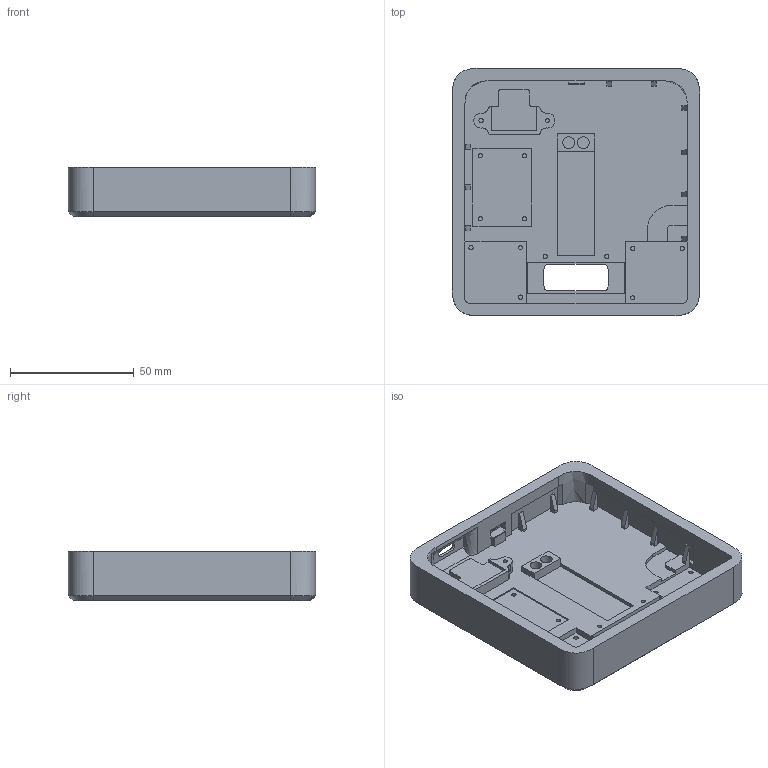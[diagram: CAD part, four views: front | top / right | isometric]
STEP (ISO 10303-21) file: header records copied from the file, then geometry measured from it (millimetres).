
FILE_DESCRIPTION(/* description */ ('STEP AP242','CAx-IF Rec.Pracs.---Representation and Presentation of Product Manufacturing Information (PMI)---4.0---2014-10-13','CAx-IF Rec.Pracs.---3D Tessellated Geometry---0.4---2014-09-14','2;1'),/* implementation_level */ '2;1');
FILE_NAME(/* name */ '68c1ce0c2560a4f307db7356',/* time_stamp */ '2025-09-10T19:14:21Z',/* author */ (''),/* organization */ (''),/* preprocessor_version */ 'ST-DEVELOPER v20',/* originating_system */ 'ONSHAPE BY PTC INC, 1.203',/* authorisation */ ' ');
FILE_SCHEMA (('AP242_MANAGED_MODEL_BASED_3D_ENGINEERING_MIM_LF { 1 0 10303 442 1 1 4 }'));
Length unit declared in the file: metre
Products named in the file (1): Top
Bounding box: 100 x 100 x 20 mm (x, y, z)
Volume: 68808.5 mm3; surface area: 35114.3 mm2
Topology: 1 solids, 1 shells, 247 faces, 612 edges, 402 vertices
Faces by surface type: plane 182, cylinder 39, bspline 26
Full cylindrical faces by diameter (mm): 1.7 x14, 4.7 x2, 9.8 x2, 12 x2
Entity records: 7954 total; most frequent: CARTESIAN_POINT 2328, ORIENTED_EDGE 1184, DIRECTION 1010, EDGE_CURVE 592, LINE 410, VECTOR 410, VERTEX_POINT 402, EDGE_LOOP 308
